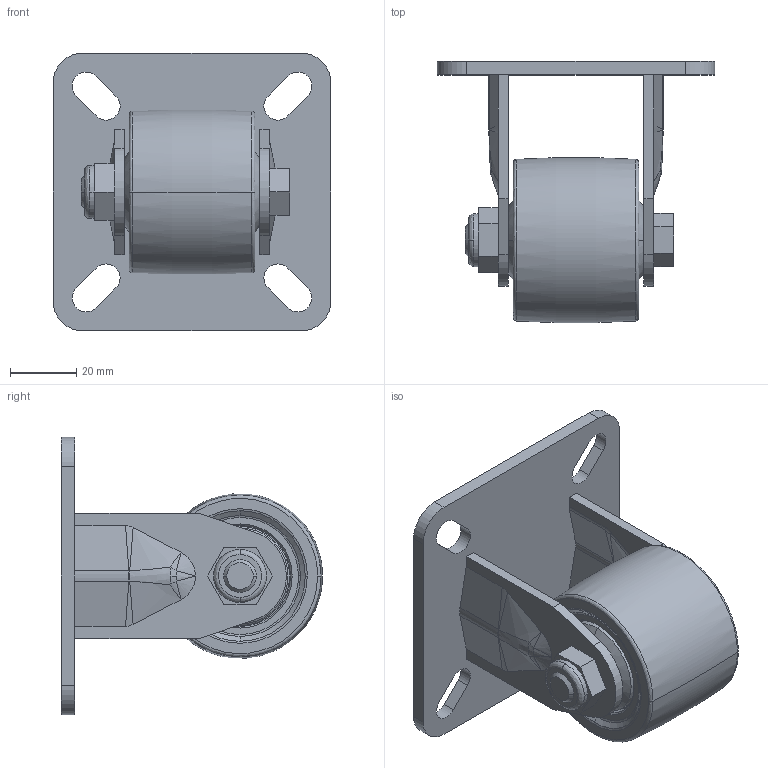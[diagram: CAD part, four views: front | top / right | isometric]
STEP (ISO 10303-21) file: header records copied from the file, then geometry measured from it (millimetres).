
FILE_DESCRIPTION (( 'STEP AP214' ), '1' );
FILE_NAME ('0054815.step', '2022-02-25T09:29:45', ( '' ), ( '' ), 'SwSTEP 2.0', 'SolidWorks 2020', '' );
FILE_SCHEMA (( 'AUTOMOTIVE_DESIGN' ));
Length unit declared in the file: millimetre
Products named in the file (1): 0054815
Bounding box: 84 x 78.94 x 84 mm (x, y, z)
Volume: 104348.9 mm3; surface area: 51223.3 mm2
Topology: 10 solids, 12 shells, 327 faces, 751 edges, 470 vertices
Faces by surface type: cylinder 113, plane 94, bspline 84, cone 34, torus 2
Entity records: 16035 total; most frequent: CARTESIAN_POINT 6023, ORIENTED_EDGE 1490, DIRECTION 1369, EDGE_CURVE 745, AXIS2_PLACEMENT_3D 546, VERTEX_POINT 470, EDGE_LOOP 383, ADVANCED_FACE 327
